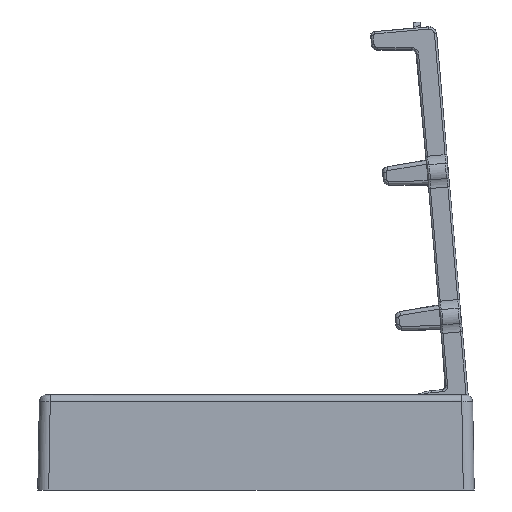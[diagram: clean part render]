
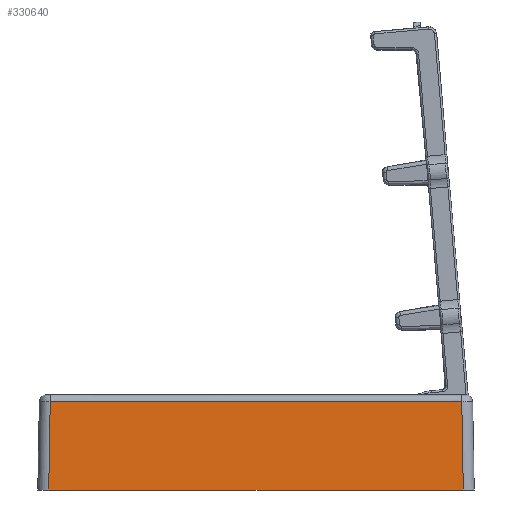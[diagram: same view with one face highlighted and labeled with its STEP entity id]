
A CAD part, left-side view. The second image highlights one B-rep face of the part: STEP entity #330640.
In plain terms, the highlighted planar face has unit normal (-1, 0, 0.018).
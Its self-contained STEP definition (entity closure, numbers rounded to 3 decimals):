
#330250=CARTESIAN_POINT('',(0.5,0.,-3.2));
#330260=DIRECTION('',(-1.,0.,0.017));
#330270=DIRECTION('',(0.,1.,0.));
#330280=AXIS2_PLACEMENT_3D('',#330250,#330260,#330270);
#330290=PLANE('',#330280);
#330300=CARTESIAN_POINT('',(0.5,0.,-3.2));
#330310=DIRECTION('',(0.,-1.,0.));
#330320=VECTOR('',#330310,1.);
#330330=LINE('',#330300,#330320);
#330340=CARTESIAN_POINT('',(0.5,117.,-3.2));
#330350=VERTEX_POINT('',#330340);
#330360=CARTESIAN_POINT('',(0.5,3.,-3.2));
#330370=VERTEX_POINT('',#330360);
#330380=EDGE_CURVE('',#330350,#330370,#330330,.T.);
#330390=ORIENTED_EDGE('',*,*,#330380,.T.);
#330400=CARTESIAN_POINT('',(0.557,116.944,
0.052));
#330410=DIRECTION('',(0.017,-0.017,
1.));
#330420=VECTOR('',#330410,1.);
#330430=LINE('',#330400,#330420);
#330440=CARTESIAN_POINT('',(0.923,116.577,
21.035));
#330450=VERTEX_POINT('',#330440);
#330460=EDGE_CURVE('',#330350,#330450,#330430,.T.);
#330470=ORIENTED_EDGE('',*,*,#330460,.F.);
#330480=CARTESIAN_POINT('',(0.923,0.,21.035));
#330490=DIRECTION('',(0.,-1.,0.));
#330500=VECTOR('',#330490,1.);
#330510=LINE('',#330480,#330500);
#330520=CARTESIAN_POINT('',(0.923,3.423,
21.035));
#330530=VERTEX_POINT('',#330520);
#330540=EDGE_CURVE('',#330450,#330530,#330510,.T.);
#330550=ORIENTED_EDGE('',*,*,#330540,.F.);
#330560=CARTESIAN_POINT('',(0.557,3.056,
0.052));
#330570=DIRECTION('',(-0.017,-0.017,
-1.));
#330580=VECTOR('',#330570,1.);
#330590=LINE('',#330560,#330580);
#330600=EDGE_CURVE('',#330530,#330370,#330590,.T.);
#330610=ORIENTED_EDGE('',*,*,#330600,.F.);
#330620=EDGE_LOOP('',(#330610,#330550,#330470,#330390));
#330630=FACE_OUTER_BOUND('',#330620,.T.);
#330640=ADVANCED_FACE('',(#330630),#330290,.T.);
